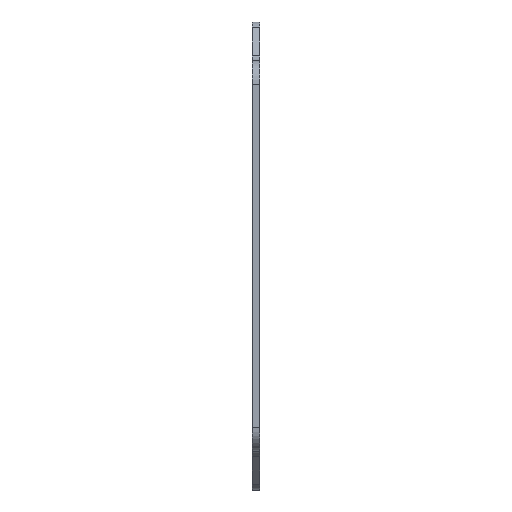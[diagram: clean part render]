
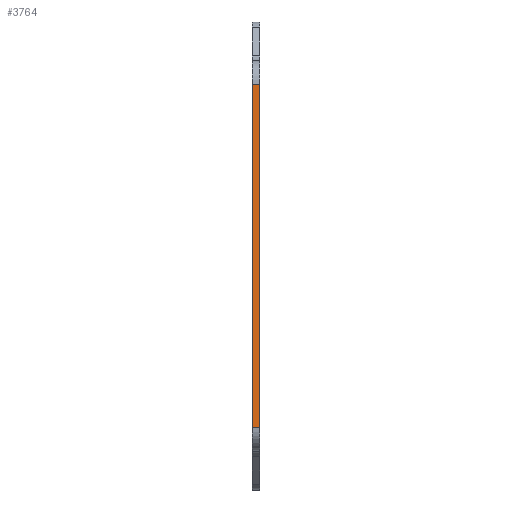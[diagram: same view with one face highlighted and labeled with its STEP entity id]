
A CAD part, left-side view. The second image highlights one B-rep face of the part: STEP entity #3764.
In plain terms, the highlighted planar face has unit normal (-1, 0, 0).
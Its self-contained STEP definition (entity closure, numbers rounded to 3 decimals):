
#414=FACE_OUTER_BOUND('',#640,.T.);
#640=EDGE_LOOP('',(#2859,#2860,#2861,#2862));
#895=LINE('',#5661,#1268);
#975=LINE('',#5983,#1348);
#977=LINE('',#5987,#1350);
#978=LINE('',#5988,#1351);
#1268=VECTOR('',#4532,10.);
#1348=VECTOR('',#4786,10.);
#1350=VECTOR('',#4790,10.);
#1351=VECTOR('',#4791,10.);
#1641=VERTEX_POINT('',#5657);
#1643=VERTEX_POINT('',#5660);
#1798=VERTEX_POINT('',#5981);
#1799=VERTEX_POINT('',#5986);
#2052=EDGE_CURVE('',#1643,#1641,#895,.T.);
#2213=EDGE_CURVE('',#1798,#1641,#975,.T.);
#2215=EDGE_CURVE('',#1799,#1798,#977,.T.);
#2216=EDGE_CURVE('',#1799,#1643,#978,.T.);
#2859=ORIENTED_EDGE('',*,*,#2213,.F.);
#2860=ORIENTED_EDGE('',*,*,#2215,.F.);
#2861=ORIENTED_EDGE('',*,*,#2216,.T.);
#2862=ORIENTED_EDGE('',*,*,#2052,.T.);
#3645=PLANE('',#4094);
#3764=ADVANCED_FACE('',(#414),#3645,.T.);
#4094=AXIS2_PLACEMENT_3D('',#5985,#4788,#4789);
#4532=DIRECTION('',(0.,0.,1.));
#4786=DIRECTION('',(0.,-1.,0.));
#4788=DIRECTION('center_axis',(-1.,0.,0.));
#4789=DIRECTION('ref_axis',(0.,0.,1.));
#4790=DIRECTION('',(0.,0.,1.));
#4791=DIRECTION('',(0.,-1.,0.));
#5657=CARTESIAN_POINT('',(-122.5,-1.,44.));
#5660=CARTESIAN_POINT('',(-122.5,-1.,-44.));
#5661=CARTESIAN_POINT('',(-122.5,-1.,-50.));
#5981=CARTESIAN_POINT('',(-122.5,1.,44.));
#5983=CARTESIAN_POINT('',(-122.5,0.,44.));
#5985=CARTESIAN_POINT('Origin',(-122.5,0.,-50.));
#5986=CARTESIAN_POINT('',(-122.5,1.,-44.));
#5987=CARTESIAN_POINT('',(-122.5,1.,-50.));
#5988=CARTESIAN_POINT('',(-122.5,0.,-44.));
